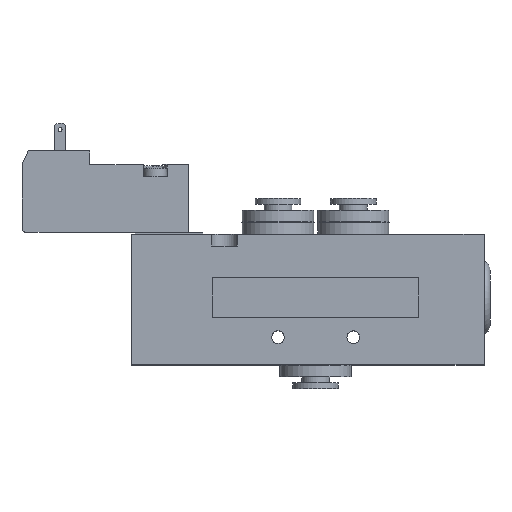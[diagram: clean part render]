
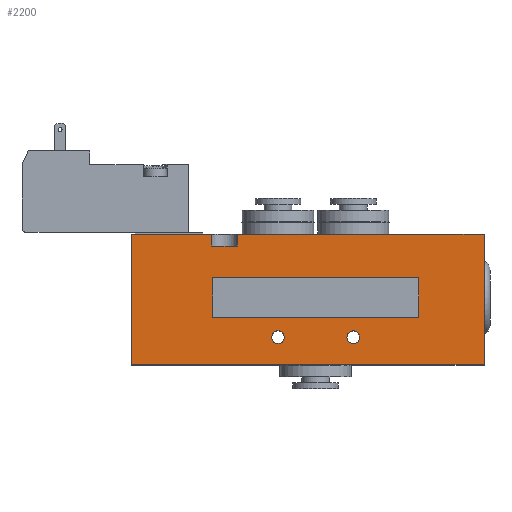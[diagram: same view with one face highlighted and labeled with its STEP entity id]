
A CAD part, top view. The second image highlights one B-rep face of the part: STEP entity #2200.
In plain terms, the highlighted planar face has unit normal (0, 0, 1).
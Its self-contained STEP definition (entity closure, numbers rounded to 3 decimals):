
#673=CARTESIAN_POINT('',(-7.9,-10.,9.25));
#674=VERTEX_POINT('',#673);
#675=CARTESIAN_POINT('',(-9.5,-10.,9.25));
#676=DIRECTION('',(0.0,0.0,-1.0));
#677=DIRECTION('',(1.0,0.0,0.0));
#678=AXIS2_PLACEMENT_3D('',#675,#676,#677);
#679=CIRCLE('',#678,1.6);
#680=EDGE_CURVE('',#674,#674,#679,.T.);
#722=CARTESIAN_POINT('',(11.1,-10.,9.25));
#723=VERTEX_POINT('',#722);
#724=CARTESIAN_POINT('',(9.5,-10.,9.25));
#725=DIRECTION('',(0.0,0.0,-1.0));
#726=DIRECTION('',(1.0,0.0,0.0));
#727=AXIS2_PLACEMENT_3D('',#724,#725,#726);
#728=CIRCLE('',#727,1.6);
#729=EDGE_CURVE('',#723,#723,#728,.T.);
#997=CARTESIAN_POINT('',(-46.5,-17.,9.25));
#998=VERTEX_POINT('',#997);
#1007=CARTESIAN_POINT('',(-46.5,16.,9.25));
#1008=VERTEX_POINT('',#1007);
#1009=CARTESIAN_POINT('',(-46.5,16.,9.25));
#1010=DIRECTION('',(0.0,-1.0,0.0));
#1011=VECTOR('',#1010,33.0);
#1012=LINE('',#1009,#1011);
#1013=EDGE_CURVE('',#1008,#998,#1012,.T.);
#1262=CARTESIAN_POINT('',(42.5,0.0,9.25));
#1263=VERTEX_POINT('',#1262);
#1306=CARTESIAN_POINT('',(42.5,16.,9.25));
#1307=VERTEX_POINT('',#1306);
#1314=CARTESIAN_POINT('',(42.5,0.0,9.25));
#1315=DIRECTION('',(0.0,1.0,0.0));
#1316=VECTOR('',#1315,16.);
#1317=LINE('',#1314,#1316);
#1318=EDGE_CURVE('',#1263,#1307,#1317,.T.);
#1329=CARTESIAN_POINT('',(42.5,-17.,9.25));
#1330=VERTEX_POINT('',#1329);
#1331=CARTESIAN_POINT('',(42.5,-17.,9.25));
#1332=DIRECTION('',(0.0,1.0,0.0));
#1333=VECTOR('',#1332,17.);
#1334=LINE('',#1331,#1333);
#1335=EDGE_CURVE('',#1330,#1263,#1334,.T.);
#1645=CARTESIAN_POINT('',(26.0,-5.,9.25));
#1646=VERTEX_POINT('',#1645);
#1653=CARTESIAN_POINT('',(26.0,5.,9.25));
#1654=VERTEX_POINT('',#1653);
#1655=CARTESIAN_POINT('',(26.0,5.,9.25));
#1656=DIRECTION('',(0.0,-1.0,0.0));
#1657=VECTOR('',#1656,10.);
#1658=LINE('',#1655,#1657);
#1659=EDGE_CURVE('',#1654,#1646,#1658,.T.);
#1864=CARTESIAN_POINT('',(-19.75,13.0,9.25));
#1865=VERTEX_POINT('',#1864);
#1874=CARTESIAN_POINT('',(-19.75,16.,9.25));
#1875=VERTEX_POINT('',#1874);
#1876=CARTESIAN_POINT('',(-19.75,16.,9.25));
#1877=DIRECTION('',(0.0,-1.0,0.0));
#1878=VECTOR('',#1877,3.);
#1879=LINE('',#1876,#1878);
#1880=EDGE_CURVE('',#1875,#1865,#1879,.T.);
#1937=CARTESIAN_POINT('',(-26.25,13.0,9.25));
#1938=VERTEX_POINT('',#1937);
#1946=CARTESIAN_POINT('',(-26.25,16.,9.25));
#1947=VERTEX_POINT('',#1946);
#1954=CARTESIAN_POINT('',(-26.25,13.0,9.25));
#1955=DIRECTION('',(0.0,1.0,0.0));
#1956=VECTOR('',#1955,3.);
#1957=LINE('',#1954,#1956);
#1958=EDGE_CURVE('',#1938,#1947,#1957,.T.);
#1971=CARTESIAN_POINT('',(-19.75,13.0,9.25));
#1972=DIRECTION('',(-1.0,0.0,0.0));
#1973=VECTOR('',#1972,6.5);
#1974=LINE('',#1971,#1973);
#1975=EDGE_CURVE('',#1865,#1938,#1974,.T.);
#2033=CARTESIAN_POINT('',(-26.0,-5.,9.25));
#2034=VERTEX_POINT('',#2033);
#2041=CARTESIAN_POINT('',(26.0,-5.,9.25));
#2042=DIRECTION('',(-1.0,0.0,0.0));
#2043=VECTOR('',#2042,52.0);
#2044=LINE('',#2041,#2043);
#2045=EDGE_CURVE('',#1646,#2034,#2044,.T.);
#2057=CARTESIAN_POINT('',(-26.0,5.,9.25));
#2058=VERTEX_POINT('',#2057);
#2065=CARTESIAN_POINT('',(-26.0,-5.,9.25));
#2066=DIRECTION('',(0.0,1.0,0.0));
#2067=VECTOR('',#2066,10.);
#2068=LINE('',#2065,#2067);
#2069=EDGE_CURVE('',#2034,#2058,#2068,.T.);
#2082=CARTESIAN_POINT('',(-26.0,5.,9.25));
#2083=DIRECTION('',(1.0,0.0,0.0));
#2084=VECTOR('',#2083,52.0);
#2085=LINE('',#2082,#2084);
#2086=EDGE_CURVE('',#2058,#1654,#2085,.T.);
#2100=CARTESIAN_POINT('',(-46.5,16.,9.25));
#2101=DIRECTION('',(1.0,0.0,0.0));
#2102=VECTOR('',#2101,20.25);
#2103=LINE('',#2100,#2102);
#2104=EDGE_CURVE('',#1008,#1947,#2103,.T.);
#2109=CARTESIAN_POINT('',(-19.75,16.,9.25));
#2110=DIRECTION('',(1.0,0.0,0.0));
#2111=VECTOR('',#2110,62.25);
#2112=LINE('',#2109,#2111);
#2113=EDGE_CURVE('',#1875,#1307,#2112,.T.);
#2145=CARTESIAN_POINT('',(42.5,-17.,9.25));
#2146=DIRECTION('',(-1.0,0.0,0.0));
#2147=VECTOR('',#2146,89.);
#2148=LINE('',#2145,#2147);
#2149=EDGE_CURVE('',#1330,#998,#2148,.T.);
#2172=CARTESIAN_POINT('',(0.,-0.5,9.25));
#2173=DIRECTION('',(0.0,0.0,1.0));
#2174=DIRECTION('',(1.0,0.0,0.0));
#2175=AXIS2_PLACEMENT_3D('',#2172,#2173,#2174);
#2176=PLANE('',#2175);
#2177=ORIENTED_EDGE('',*,*,#1958,.T.);
#2178=ORIENTED_EDGE('',*,*,#2104,.F.);
#2179=ORIENTED_EDGE('',*,*,#1013,.T.);
#2180=ORIENTED_EDGE('',*,*,#2149,.F.);
#2181=ORIENTED_EDGE('',*,*,#1335,.T.);
#2182=ORIENTED_EDGE('',*,*,#1318,.T.);
#2183=ORIENTED_EDGE('',*,*,#2113,.F.);
#2184=ORIENTED_EDGE('',*,*,#1880,.T.);
#2185=ORIENTED_EDGE('',*,*,#1975,.T.);
#2186=EDGE_LOOP('',(#2177,#2178,#2179,#2180,#2181,#2182,#2183,#2184,#2185));
#2187=FACE_OUTER_BOUND('',#2186,.T.);
#2188=ORIENTED_EDGE('',*,*,#680,.T.);
#2189=EDGE_LOOP('',(#2188));
#2190=FACE_BOUND('',#2189,.T.);
#2191=ORIENTED_EDGE('',*,*,#729,.T.);
#2192=EDGE_LOOP('',(#2191));
#2193=FACE_BOUND('',#2192,.T.);
#2194=ORIENTED_EDGE('',*,*,#2045,.T.);
#2195=ORIENTED_EDGE('',*,*,#2069,.T.);
#2196=ORIENTED_EDGE('',*,*,#2086,.T.);
#2197=ORIENTED_EDGE('',*,*,#1659,.T.);
#2198=EDGE_LOOP('',(#2194,#2195,#2196,#2197));
#2199=FACE_BOUND('',#2198,.T.);
#2200=ADVANCED_FACE('',(#2187,#2190,#2193,#2199),#2176,.T.);
